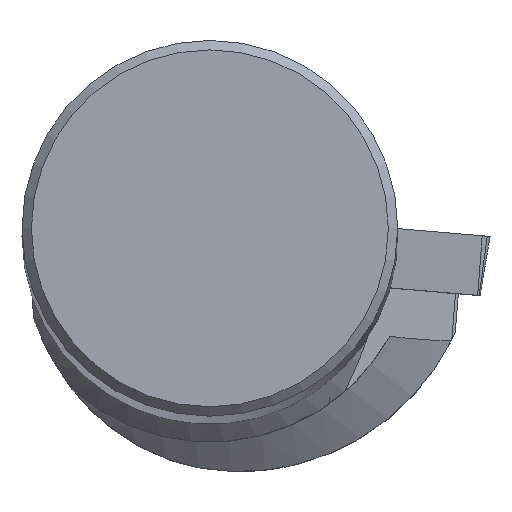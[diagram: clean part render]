
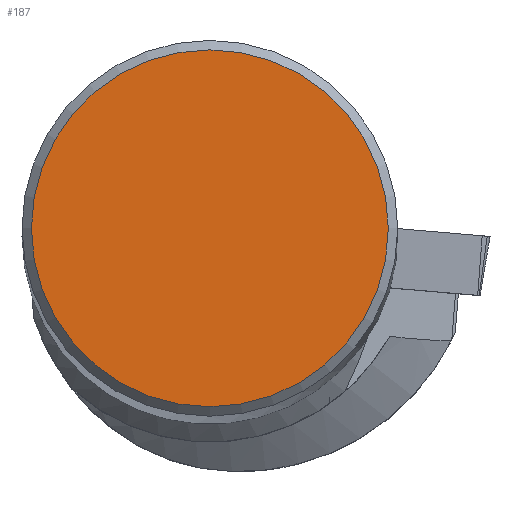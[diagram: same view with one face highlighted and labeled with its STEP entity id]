
A CAD part, top view. The second image highlights one B-rep face of the part: STEP entity #187.
In plain terms, the highlighted planar face has unit normal (0, 0, 1).
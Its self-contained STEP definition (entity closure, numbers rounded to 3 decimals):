
#148=FACE_OUTER_BOUND('',#364,.T.);
#187=ADVANCED_FACE('',(#148),#214,.T.);
#214=PLANE('',#931);
#364=EDGE_LOOP('',(#514));
#514=ORIENTED_EDGE('',*,*,#737,.F.);
#648=VERTEX_POINT('',#1585);
#737=EDGE_CURVE('',#648,#648,#780,.T.);
#780=CIRCLE('',#930,9.491);
#930=AXIS2_PLACEMENT_3D('',#1584,#1118,#1119);
#931=AXIS2_PLACEMENT_3D('',#1586,#1120,#1121);
#1118=DIRECTION('',(0.,0.,-1.));
#1119=DIRECTION('',(-1.,0.,0.));
#1120=DIRECTION('',(0.,0.,1.));
#1121=DIRECTION('',(-1.,0.,0.));
#1584=CARTESIAN_POINT('',(0.,0.,0.));
#1585=CARTESIAN_POINT('',(-9.491,0.,0.));
#1586=CARTESIAN_POINT('',(0.,0.,0.));
